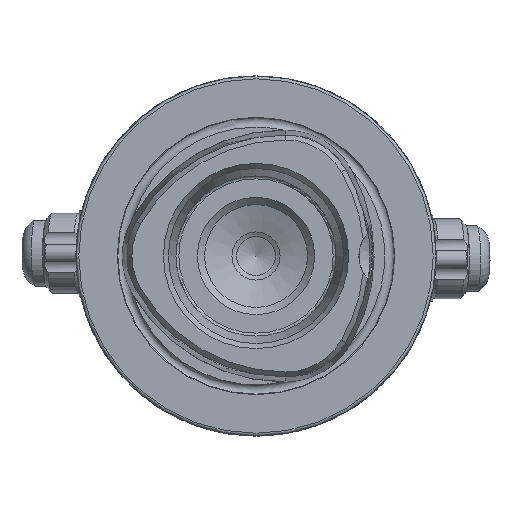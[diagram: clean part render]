
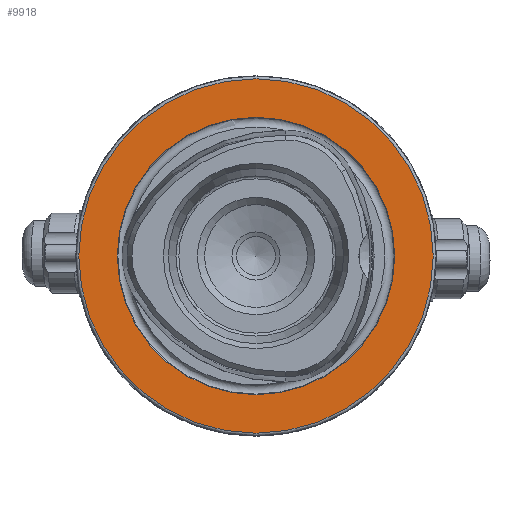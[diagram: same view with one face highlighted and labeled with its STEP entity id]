
A CAD part, left-side view. The second image highlights one B-rep face of the part: STEP entity #9918.
In plain terms, the highlighted planar face has unit normal (-1, 0, 0).
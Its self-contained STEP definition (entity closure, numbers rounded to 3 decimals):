
#67 = PLANE ( 'NONE',  #6766 ) ;
#730 = DIRECTION ( 'NONE',  ( -1., 0., 0. ) ) ;
#1218 = CARTESIAN_POINT ( 'NONE',  ( 0., 0., 24.25 ) ) ;
#1518 = ORIENTED_EDGE ( 'NONE', *, *, #8788, .F. ) ;
#1606 = DIRECTION ( 'NONE',  ( 0., 0., 1. ) ) ;
#1924 = EDGE_LOOP ( 'NONE', ( #7069 ) ) ;
#1947 = CARTESIAN_POINT ( 'NONE',  ( 0., 0., 31. ) ) ;
#2423 = CARTESIAN_POINT ( 'NONE',  ( 0., 0., 0. ) ) ;
#3371 = EDGE_LOOP ( 'NONE', ( #1518 ) ) ;
#3480 = DIRECTION ( 'NONE',  ( -1., 0., 0. ) ) ;
#3505 = VERTEX_POINT ( 'NONE', #1218 ) ;
#4307 = CARTESIAN_POINT ( 'NONE',  ( 0., 0., 0. ) ) ;
#5115 = CIRCLE ( 'NONE', #8870, 24.25 ) ;
#5732 = FACE_OUTER_BOUND ( 'NONE', #1924, .T. ) ;
#5958 = DIRECTION ( 'NONE',  ( 0., 0., 1. ) ) ;
#6746 = EDGE_CURVE ( 'NONE', #10053, #10053, #9610, .T. ) ;
#6766 = AXIS2_PLACEMENT_3D ( 'NONE', #10079, #9327, #8552 ) ;
#7069 = ORIENTED_EDGE ( 'NONE', *, *, #6746, .T. ) ;
#7225 = AXIS2_PLACEMENT_3D ( 'NONE', #2423, #730, #1606 ) ;
#7988 = FACE_BOUND ( 'NONE', #3371, .T. ) ;
#8552 = DIRECTION ( 'NONE',  ( 0., 0., -1. ) ) ;
#8788 = EDGE_CURVE ( 'NONE', #3505, #3505, #5115, .T. ) ;
#8870 = AXIS2_PLACEMENT_3D ( 'NONE', #4307, #3480, #5958 ) ;
#9327 = DIRECTION ( 'NONE',  ( 1., 0., 0. ) ) ;
#9610 = CIRCLE ( 'NONE', #7225, 31. ) ;
#9918 = ADVANCED_FACE ( 'NONE', ( #7988, #5732 ), #67, .F. ) ;
#10053 = VERTEX_POINT ( 'NONE', #1947 ) ;
#10079 = CARTESIAN_POINT ( 'NONE',  ( 0., 24.25, 0. ) ) ;
